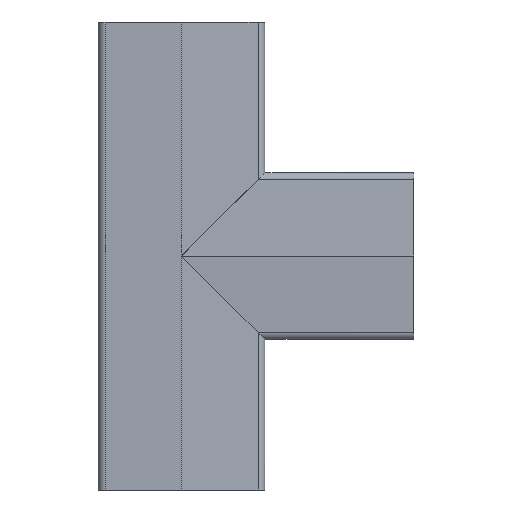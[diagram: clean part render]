
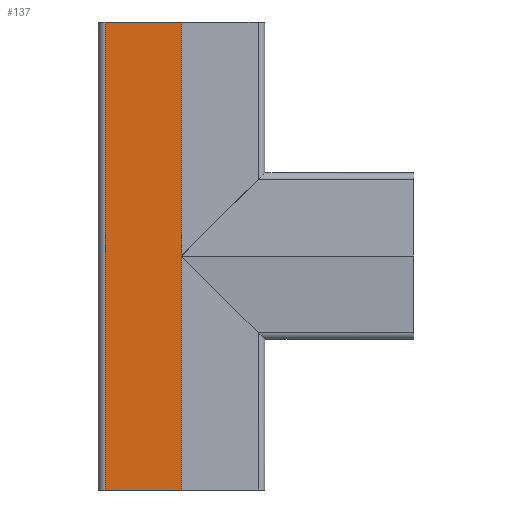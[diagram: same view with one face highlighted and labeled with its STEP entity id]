
A CAD part, front view. The second image highlights one B-rep face of the part: STEP entity #137.
In plain terms, the highlighted planar face has unit normal (-0.044, -0.999, 0).
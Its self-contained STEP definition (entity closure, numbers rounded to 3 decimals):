
#137=ADVANCED_FACE('',(#198),#169,.T.);
#169=PLANE('',#774);
#198=FACE_OUTER_BOUND('',#234,.T.);
#234=EDGE_LOOP('',(#312,#313,#314,#315));
#312=ORIENTED_EDGE('',*,*,#552,.F.);
#313=ORIENTED_EDGE('',*,*,#551,.F.);
#314=ORIENTED_EDGE('',*,*,#553,.T.);
#315=ORIENTED_EDGE('',*,*,#511,.T.);
#451=VERTEX_POINT('',#992);
#452=VERTEX_POINT('',#994);
#482=VERTEX_POINT('',#1078);
#483=VERTEX_POINT('',#1080);
#511=EDGE_CURVE('',#452,#451,#605,.T.);
#551=EDGE_CURVE('',#483,#482,#637,.T.);
#552=EDGE_CURVE('',#482,#451,#638,.T.);
#553=EDGE_CURVE('',#483,#452,#639,.T.);
#605=LINE('',#993,#682);
#637=LINE('',#1081,#714);
#638=LINE('',#1083,#715);
#639=LINE('',#1084,#716);
#682=VECTOR('',#811,1.);
#714=VECTOR('',#879,1.);
#715=VECTOR('',#882,1.);
#716=VECTOR('',#883,1.);
#774=AXIS2_PLACEMENT_3D('',#1085,#884,#885);
#811=DIRECTION('',(0.,0.,1.));
#879=DIRECTION('',(0.,0.,1.));
#882=DIRECTION('',(0.999,-0.044,0.));
#883=DIRECTION('',(0.999,-0.044,0.));
#884=DIRECTION('',(-0.044,-0.999,0.));
#885=DIRECTION('',(0.999,-0.044,0.));
#992=CARTESIAN_POINT('',(112666.412,-101098.815,295.));
#993=CARTESIAN_POINT('',(112666.412,-101098.815,0.));
#994=CARTESIAN_POINT('',(112666.412,-101098.815,0.));
#1078=CARTESIAN_POINT('',(112618.215,-101096.711,295.));
#1080=CARTESIAN_POINT('',(112618.215,-101096.711,0.));
#1081=CARTESIAN_POINT('',(112618.215,-101096.711,0.));
#1083=CARTESIAN_POINT('',(112618.215,-101096.711,295.));
#1084=CARTESIAN_POINT('',(112618.215,-101096.711,0.));
#1085=CARTESIAN_POINT('',(112618.215,-101096.711,0.));
